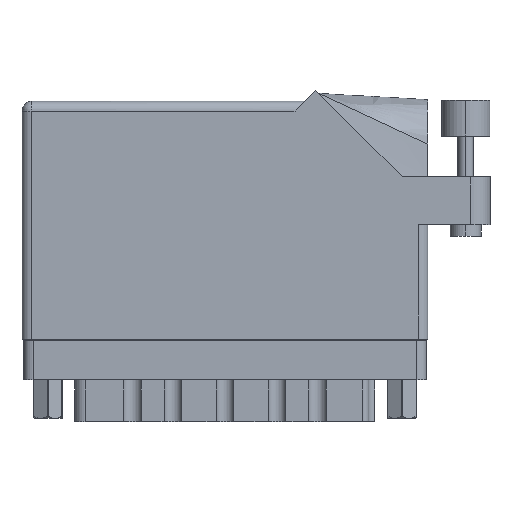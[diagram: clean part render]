
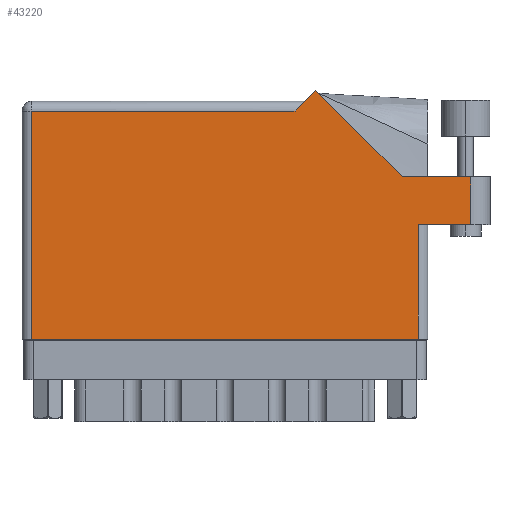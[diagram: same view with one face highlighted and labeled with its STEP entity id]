
A CAD part, front view. The second image highlights one B-rep face of the part: STEP entity #43220.
In plain terms, the highlighted face is planar.
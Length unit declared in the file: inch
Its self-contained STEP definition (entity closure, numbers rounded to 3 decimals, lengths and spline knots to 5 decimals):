
#765 = LINE ( 'NONE', #54056, #38220 ) ;
#1245 = DIRECTION ( 'NONE',  ( -0.707, 0.707, 0. ) ) ;
#1392 = EDGE_CURVE ( 'NONE', #31862, #49005, #37100, .T. ) ;
#1730 = EDGE_CURVE ( 'NONE', #25746, #39518, #765, .T. ) ;
#3404 = FACE_OUTER_BOUND ( 'NONE', #53497, .T. ) ;
#3491 = LINE ( 'NONE', #22741, #59007 ) ;
#4434 = ORIENTED_EDGE ( 'NONE', *, *, #1392, .T. ) ;
#4441 = VECTOR ( 'NONE', #35756, 39.37008 ) ;
#7283 = VERTEX_POINT ( 'NONE', #36234 ) ;
#7815 = PLANE ( 'NONE',  #16528 ) ;
#9528 = EDGE_CURVE ( 'NONE', #49005, #7283, #10703, .T. ) ;
#10703 = LINE ( 'NONE', #29958, #57252 ) ;
#11807 = DIRECTION ( 'NONE',  ( -1., 0., 0. ) ) ;
#12212 = EDGE_CURVE ( 'NONE', #42524, #25746, #19003, .T. ) ;
#15216 = DIRECTION ( 'NONE',  ( 1., 0., 0. ) ) ;
#16520 = CARTESIAN_POINT ( 'NONE',  ( 1.819, 1.53, 0. ) ) ;
#16528 = AXIS2_PLACEMENT_3D ( 'NONE', #45685, #17607, #22957 ) ;
#16779 = EDGE_CURVE ( 'NONE', #23465, #31862, #3491, .T. ) ;
#17607 = DIRECTION ( 'NONE',  ( 0., 0., -1. ) ) ;
#19003 = LINE ( 'NONE', #19947, #51921 ) ;
#19549 = EDGE_CURVE ( 'NONE', #60068, #34171, #55626, .T. ) ;
#19947 = CARTESIAN_POINT ( 'NONE',  ( 0., 0., 0. ) ) ;
#20883 = EDGE_CURVE ( 'NONE', #39518, #23465, #21733, .T. ) ;
#21064 = CARTESIAN_POINT ( 'NONE',  ( 2.44642, 1.044, 0. ) ) ;
#21733 = LINE ( 'NONE', #36260, #41120 ) ;
#22147 = LINE ( 'NONE', #51151, #43438 ) ;
#22741 = CARTESIAN_POINT ( 'NONE',  ( 2.887, 1.044, 0. ) ) ;
#22957 = DIRECTION ( 'NONE',  ( -1., 0., 0. ) ) ;
#23465 = VERTEX_POINT ( 'NONE', #53204 ) ;
#25746 = VERTEX_POINT ( 'NONE', #56863 ) ;
#26172 = EDGE_CURVE ( 'NONE', #34171, #42524, #22147, .T. ) ;
#27077 = CARTESIAN_POINT ( 'NONE',  ( 2.55, 0.737, 0. ) ) ;
#29958 = CARTESIAN_POINT ( 'NONE',  ( 2.44642, 1.044, 0. ) ) ;
#30943 = ORIENTED_EDGE ( 'NONE', *, *, #9528, .T. ) ;
#31281 = DIRECTION ( 'NONE',  ( 0., 1., 0. ) ) ;
#31352 = LINE ( 'NONE', #16520, #4441 ) ;
#31862 = VERTEX_POINT ( 'NONE', #61836 ) ;
#33805 = ORIENTED_EDGE ( 'NONE', *, *, #16779, .T. ) ;
#34171 = VERTEX_POINT ( 'NONE', #38283 ) ;
#35756 = DIRECTION ( 'NONE',  ( -0.707, -0.707, 0. ) ) ;
#35786 = CARTESIAN_POINT ( 'NONE',  ( 0., 1.468, 0. ) ) ;
#36234 = CARTESIAN_POINT ( 'NONE',  ( 1.88971, 1.60071, 0. ) ) ;
#36260 = CARTESIAN_POINT ( 'NONE',  ( 2.612, 0.737, 0. ) ) ;
#36924 = ORIENTED_EDGE ( 'NONE', *, *, #20883, .T. ) ;
#36974 = DIRECTION ( 'NONE',  ( 0., -1., 0. ) ) ;
#37100 = LINE ( 'NONE', #60092, #50351 ) ;
#38220 = VECTOR ( 'NONE', #40199, 39.37008 ) ;
#38283 = CARTESIAN_POINT ( 'NONE',  ( 0.062, 1.468, 0. ) ) ;
#39144 = ORIENTED_EDGE ( 'NONE', *, *, #12212, .T. ) ;
#39518 = VERTEX_POINT ( 'NONE', #27077 ) ;
#40199 = DIRECTION ( 'NONE',  ( 0., 1., 0. ) ) ;
#41120 = VECTOR ( 'NONE', #55467, 39.37008 ) ;
#42524 = VERTEX_POINT ( 'NONE', #62170 ) ;
#43220 = ADVANCED_FACE ( 'NONE', ( #3404 ), #7815, .F. ) ;
#43438 = VECTOR ( 'NONE', #36974, 39.37008 ) ;
#44257 = EDGE_CURVE ( 'NONE', #7283, #60068, #31352, .T. ) ;
#45685 = CARTESIAN_POINT ( 'NONE',  ( 0., 1.53, 0. ) ) ;
#46348 = ORIENTED_EDGE ( 'NONE', *, *, #19549, .T. ) ;
#47842 = CARTESIAN_POINT ( 'NONE',  ( 1.757, 1.468, 0. ) ) ;
#49005 = VERTEX_POINT ( 'NONE', #21064 ) ;
#50347 = DIRECTION ( 'NONE',  ( -1., 0., 0. ) ) ;
#50351 = VECTOR ( 'NONE', #50347, 39.37008 ) ;
#51151 = CARTESIAN_POINT ( 'NONE',  ( 0.062, 0., 0. ) ) ;
#51921 = VECTOR ( 'NONE', #15216, 39.37008 ) ;
#53204 = CARTESIAN_POINT ( 'NONE',  ( 2.887, 0.737, 0. ) ) ;
#53497 = EDGE_LOOP ( 'NONE', ( #36924, #33805, #4434, #30943, #53688, #46348, #59606, #39144, #58200 ) ) ;
#53688 = ORIENTED_EDGE ( 'NONE', *, *, #44257, .T. ) ;
#54056 = CARTESIAN_POINT ( 'NONE',  ( 2.55, 0.737, 0. ) ) ;
#55033 = VECTOR ( 'NONE', #11807, 39.37008 ) ;
#55467 = DIRECTION ( 'NONE',  ( 1., 0., 0. ) ) ;
#55626 = LINE ( 'NONE', #35786, #55033 ) ;
#56863 = CARTESIAN_POINT ( 'NONE',  ( 2.55, 0., 0. ) ) ;
#57252 = VECTOR ( 'NONE', #1245, 39.37008 ) ;
#58200 = ORIENTED_EDGE ( 'NONE', *, *, #1730, .T. ) ;
#59007 = VECTOR ( 'NONE', #31281, 39.37008 ) ;
#59606 = ORIENTED_EDGE ( 'NONE', *, *, #26172, .T. ) ;
#60068 = VERTEX_POINT ( 'NONE', #47842 ) ;
#60092 = CARTESIAN_POINT ( 'NONE',  ( 3.012, 1.044, 0. ) ) ;
#61836 = CARTESIAN_POINT ( 'NONE',  ( 2.887, 1.044, 0. ) ) ;
#62170 = CARTESIAN_POINT ( 'NONE',  ( 0.062, 0., 0. ) ) ;
